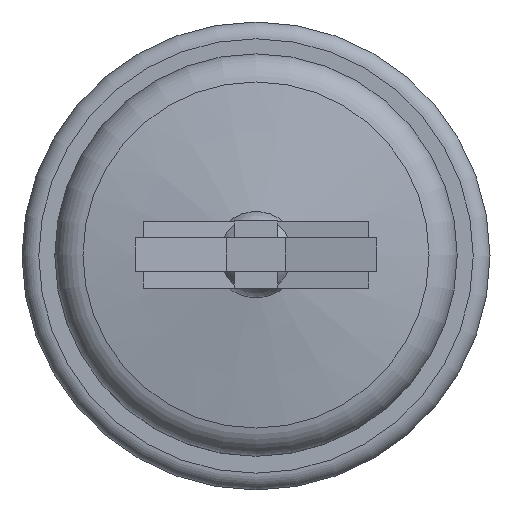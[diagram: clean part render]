
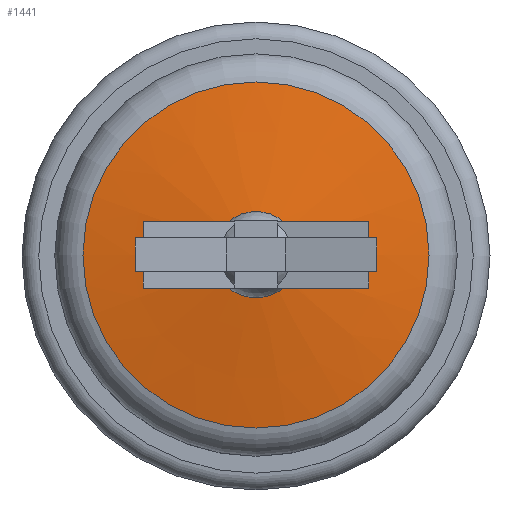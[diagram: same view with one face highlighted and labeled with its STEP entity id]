
A CAD part, top view. The second image highlights one B-rep face of the part: STEP entity #1441.
In plain terms, the highlighted conical face has half-angle 80.752 degrees and reference radius 38.997 mm.
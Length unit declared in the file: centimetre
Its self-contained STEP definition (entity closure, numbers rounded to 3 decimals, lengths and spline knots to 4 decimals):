
#244=CONICAL_SURFACE('',#649,3.8997,1.409);
#255=(
BOUNDED_CURVE()
B_SPLINE_CURVE(2,(#2072,#2073,#2074),.UNSPECIFIED.,.F.,.U.)
B_SPLINE_CURVE_WITH_KNOTS((3,3),(0.,7.2274),.UNSPECIFIED.)
CURVE()
GEOMETRIC_REPRESENTATION_ITEM()
RATIONAL_B_SPLINE_CURVE((1.,5.727,1.))
REPRESENTATION_ITEM('')
);
#256=(
BOUNDED_CURVE()
B_SPLINE_CURVE(2,(#2077,#2078,#2079),.UNSPECIFIED.,.F.,.U.)
B_SPLINE_CURVE_WITH_KNOTS((3,3),(3.0764,12.6035),
 .UNSPECIFIED.)
CURVE()
GEOMETRIC_REPRESENTATION_ITEM()
RATIONAL_B_SPLINE_CURVE((3.711,6.884,3.711))
REPRESENTATION_ITEM('')
);
#257=(
BOUNDED_CURVE()
B_SPLINE_CURVE(2,(#2081,#2082,#2083),.UNSPECIFIED.,.F.,.U.)
B_SPLINE_CURVE_WITH_KNOTS((3,3),(5.0894,10.4475),
 .UNSPECIFIED.)
CURVE()
GEOMETRIC_REPRESENTATION_ITEM()
RATIONAL_B_SPLINE_CURVE((3.265,3.876,3.265))
REPRESENTATION_ITEM('')
);
#258=(
BOUNDED_CURVE()
B_SPLINE_CURVE(2,(#2085,#2086,#2087),.UNSPECIFIED.,.F.,.U.)
B_SPLINE_CURVE_WITH_KNOTS((3,3),(3.0764,12.6035),
 .UNSPECIFIED.)
CURVE()
GEOMETRIC_REPRESENTATION_ITEM()
RATIONAL_B_SPLINE_CURVE((3.711,6.884,3.711))
REPRESENTATION_ITEM('')
);
#259=(
BOUNDED_CURVE()
B_SPLINE_CURVE(2,(#2089,#2090,#2091),.UNSPECIFIED.,.F.,.U.)
B_SPLINE_CURVE_WITH_KNOTS((3,3),(0.,7.2274),.UNSPECIFIED.)
CURVE()
GEOMETRIC_REPRESENTATION_ITEM()
RATIONAL_B_SPLINE_CURVE((1.,5.727,1.))
REPRESENTATION_ITEM('')
);
#260=(
BOUNDED_CURVE()
B_SPLINE_CURVE(2,(#2093,#2094,#2095),.UNSPECIFIED.,.F.,.U.)
B_SPLINE_CURVE_WITH_KNOTS((3,3),(0.,6.9605),.UNSPECIFIED.)
CURVE()
GEOMETRIC_REPRESENTATION_ITEM()
RATIONAL_B_SPLINE_CURVE((1.,3.217,1.))
REPRESENTATION_ITEM('')
);
#261=(
BOUNDED_CURVE()
B_SPLINE_CURVE(2,(#2097,#2098,#2099),.UNSPECIFIED.,.F.,.U.)
B_SPLINE_CURVE_WITH_KNOTS((3,3),(0.,7.2274),.UNSPECIFIED.)
CURVE()
GEOMETRIC_REPRESENTATION_ITEM()
RATIONAL_B_SPLINE_CURVE((1.,5.727,1.))
REPRESENTATION_ITEM('')
);
#262=(
BOUNDED_CURVE()
B_SPLINE_CURVE(2,(#2102,#2103,#2104),.UNSPECIFIED.,.F.,.U.)
B_SPLINE_CURVE_WITH_KNOTS((3,3),(5.0894,10.4475),
 .UNSPECIFIED.)
CURVE()
GEOMETRIC_REPRESENTATION_ITEM()
RATIONAL_B_SPLINE_CURVE((3.265,3.876,3.265))
REPRESENTATION_ITEM('')
);
#263=(
BOUNDED_CURVE()
B_SPLINE_CURVE(2,(#2107,#2108,#2109),.UNSPECIFIED.,.F.,.U.)
B_SPLINE_CURVE_WITH_KNOTS((3,3),(0.,7.2274),.UNSPECIFIED.)
CURVE()
GEOMETRIC_REPRESENTATION_ITEM()
RATIONAL_B_SPLINE_CURVE((1.,5.727,1.))
REPRESENTATION_ITEM('')
);
#264=(
BOUNDED_CURVE()
B_SPLINE_CURVE(2,(#2111,#2112,#2113),.UNSPECIFIED.,.F.,.U.)
B_SPLINE_CURVE_WITH_KNOTS((3,3),(0.,6.9605),.UNSPECIFIED.)
CURVE()
GEOMETRIC_REPRESENTATION_ITEM()
RATIONAL_B_SPLINE_CURVE((1.,3.217,1.))
REPRESENTATION_ITEM('')
);
#299=VERTEX_POINT('',#2070);
#300=VERTEX_POINT('',#2075);
#301=VERTEX_POINT('',#2076);
#302=VERTEX_POINT('',#2080);
#303=VERTEX_POINT('',#2084);
#304=VERTEX_POINT('',#2088);
#305=VERTEX_POINT('',#2092);
#306=VERTEX_POINT('',#2096);
#307=VERTEX_POINT('',#2100);
#308=VERTEX_POINT('',#2101);
#309=VERTEX_POINT('',#2105);
#310=VERTEX_POINT('',#2106);
#311=VERTEX_POINT('',#2110);
#434=DIRECTION('',(0.,0.,-1.));
#435=DIRECTION('',(-6.535,0.,0.));
#436=DIRECTION('',(0.,0.,-1.));
#437=DIRECTION('',(3.9,0.,0.));
#648=AXIS2_PLACEMENT_3D('',#2069,#434,#435);
#649=AXIS2_PLACEMENT_3D('',#2071,#436,#437);
#729=CIRCLE('',#648,6.5353);
#784=EDGE_CURVE('',#299,#299,#729,.T.);
#785=EDGE_CURVE('',#300,#301,#255,.T.);
#786=EDGE_CURVE('',#301,#302,#256,.T.);
#787=EDGE_CURVE('',#302,#303,#257,.T.);
#788=EDGE_CURVE('',#303,#304,#258,.T.);
#789=EDGE_CURVE('',#304,#305,#259,.T.);
#790=EDGE_CURVE('',#305,#306,#260,.T.);
#791=EDGE_CURVE('',#306,#307,#261,.T.);
#792=EDGE_CURVE('',#307,#308,#258,.T.);
#793=EDGE_CURVE('',#308,#309,#262,.T.);
#794=EDGE_CURVE('',#309,#310,#256,.T.);
#795=EDGE_CURVE('',#310,#311,#263,.T.);
#796=EDGE_CURVE('',#311,#300,#264,.T.);
#966=ORIENTED_EDGE('',*,*,#785,.T.);
#967=ORIENTED_EDGE('',*,*,#786,.T.);
#968=ORIENTED_EDGE('',*,*,#787,.T.);
#969=ORIENTED_EDGE('',*,*,#788,.T.);
#970=ORIENTED_EDGE('',*,*,#789,.T.);
#971=ORIENTED_EDGE('',*,*,#790,.T.);
#972=ORIENTED_EDGE('',*,*,#791,.T.);
#973=ORIENTED_EDGE('',*,*,#792,.T.);
#974=ORIENTED_EDGE('',*,*,#793,.T.);
#975=ORIENTED_EDGE('',*,*,#794,.T.);
#976=ORIENTED_EDGE('',*,*,#795,.T.);
#977=ORIENTED_EDGE('',*,*,#796,.T.);
#978=ORIENTED_EDGE('',*,*,#784,.F.);
#1276=EDGE_LOOP('',(#966,#967,#968,#969,#970,#971,#972,#973,#974,#975,#976,
#977));
#1277=EDGE_LOOP('',(#978));
#1361=FACE_BOUND('',#1276,.T.);
#1362=FACE_BOUND('',#1277,.T.);
#1441=ADVANCED_FACE('',(#1361,#1362),#244,.T.);
#2069=CARTESIAN_POINT('',(0.,0.,66.3351));
#2070=CARTESIAN_POINT('',(6.5353,0.,66.3351));
#2071=CARTESIAN_POINT('',(0.,0.,66.7642));
#2072=CARTESIAN_POINT('',(-3.5805,0.635,66.8071));
#2073=CARTESIAN_POINT('',(0.,0.635,67.3812));
#2074=CARTESIAN_POINT('',(3.5805,0.635,66.8071));
#2075=CARTESIAN_POINT('',(-1.1303,0.635,67.1881));
#2076=CARTESIAN_POINT('',(-0.8128,0.635,67.2313));
#2077=CARTESIAN_POINT('',(-0.8128,-1.27,67.1537));
#2078=CARTESIAN_POINT('',(-0.8128,0.,67.3279));
#2079=CARTESIAN_POINT('',(-0.8128,1.27,67.1537));
#2080=CARTESIAN_POINT('',(-0.8128,1.27,67.1537));
#2081=CARTESIAN_POINT('',(-0.8128,1.27,67.1537));
#2082=CARTESIAN_POINT('',(0.,1.27,67.225));
#2083=CARTESIAN_POINT('',(0.8128,1.27,67.1537));
#2084=CARTESIAN_POINT('',(0.8128,1.27,67.1537));
#2085=CARTESIAN_POINT('',(0.8128,1.27,67.1537));
#2086=CARTESIAN_POINT('',(0.8128,0.,67.3279));
#2087=CARTESIAN_POINT('',(0.8128,-1.27,67.1537));
#2088=CARTESIAN_POINT('',(0.8128,0.635,67.2313));
#2089=CARTESIAN_POINT('',(-3.5805,0.635,66.8071));
#2090=CARTESIAN_POINT('',(0.,0.635,67.3812));
#2091=CARTESIAN_POINT('',(3.5805,0.635,66.8071));
#2092=CARTESIAN_POINT('',(1.1303,0.635,67.1881));
#2093=CARTESIAN_POINT('',(1.1303,3.4562,66.8071));
#2094=CARTESIAN_POINT('',(1.1303,0.,67.342));
#2095=CARTESIAN_POINT('',(1.1303,-3.4562,66.8071));
#2096=CARTESIAN_POINT('',(1.1303,-0.635,67.1881));
#2097=CARTESIAN_POINT('',(3.5805,-0.635,66.8071));
#2098=CARTESIAN_POINT('',(0.,-0.635,67.3812));
#2099=CARTESIAN_POINT('',(-3.5805,-0.635,66.8071));
#2100=CARTESIAN_POINT('',(0.8128,-0.635,67.2313));
#2101=CARTESIAN_POINT('',(0.8128,-1.27,67.1537));
#2102=CARTESIAN_POINT('',(0.8128,-1.27,67.1537));
#2103=CARTESIAN_POINT('',(0.,-1.27,67.225));
#2104=CARTESIAN_POINT('',(-0.8128,-1.27,67.1537));
#2105=CARTESIAN_POINT('',(-0.8128,-1.27,67.1537));
#2106=CARTESIAN_POINT('',(-0.8128,-0.635,67.2313));
#2107=CARTESIAN_POINT('',(3.5805,-0.635,66.8071));
#2108=CARTESIAN_POINT('',(0.,-0.635,67.3812));
#2109=CARTESIAN_POINT('',(-3.5805,-0.635,66.8071));
#2110=CARTESIAN_POINT('',(-1.1303,-0.635,67.1881));
#2111=CARTESIAN_POINT('',(-1.1303,-3.4562,66.8071));
#2112=CARTESIAN_POINT('',(-1.1303,0.,67.342));
#2113=CARTESIAN_POINT('',(-1.1303,3.4562,66.8071));
